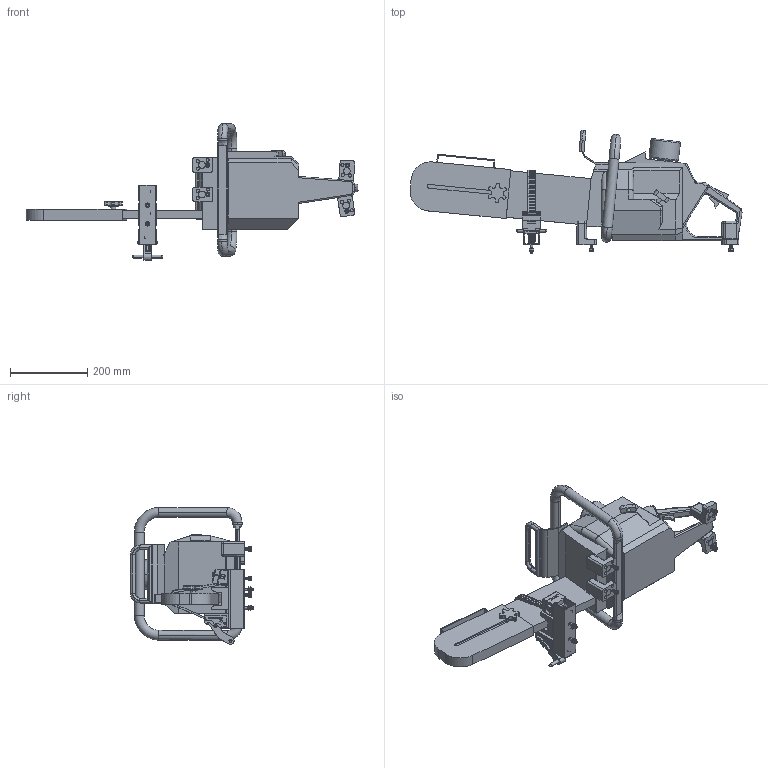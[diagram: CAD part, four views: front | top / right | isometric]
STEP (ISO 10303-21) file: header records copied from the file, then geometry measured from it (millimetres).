
FILE_DESCRIPTION (( 'STEP AP203' ), '1' );
FILE_NAME ('K5025.STEP', '2017-05-10T15:57:17', ( 'admin' ), ( 'Hewlett-Packard Company' ), 'SwSTEP 2.0', 'SolidWorks 2017', '' );
FILE_SCHEMA (( 'CONFIG_CONTROL_DESIGN' ));
Length unit declared in the file: inch
Products named in the file (16): 2069LN_MSHXNUT 0.250-20-S-N; 2004; 2035_1.875" APART; 2005; cutters edge saw_white; 2018_compressed; 2008 -1 IN USE(Cutters Edge); 2011; 1007P; 4055; K5025; 3017_HFBOLT 0.25-20x1.25x0.75-C; K5025-9201_In Use; 2020-6; 2038_HBOLT 0.2500-20x1x1-N; 2003
Assembly tree (35 placements, depth 3):
  K5025
    K5025-9201_In Use
      2020-6
      2003
      2004
      2005
      2018_compressed  x3
      2011  x3
      4055
      3017_HFBOLT 0.25-20x1.25x0.75-C  x4
    2035_1.875" APART
      2038_HBOLT 0.2500-20x1x1-N  x2
      2069LN_MSHXNUT 0.250-20-S-N  x2
    cutters edge saw_white
    2008 -1 IN USE(Cutters Edge)
    1007P  x4
    2069LN_MSHXNUT 0.250-20-S-N  x4
    3017_HFBOLT 0.25-20x1.25x0.75-C  x4
Bounding box: 857.16 x 318.61 x 353.19 mm (x, y, z)
Volume: 11813936 mm3; surface area: 786678.4 mm2
Topology: 41 solids, 41 shells, 3502 faces, 8866 edges, 5533 vertices
Faces by surface type: plane 1017, cylinder 1007, cone 940, bspline 342, torus 168, sphere 28
Entity records: 67321 total; most frequent: CARTESIAN_POINT 24462, ORIENTED_EDGE 8678, DIRECTION 8292, EDGE_CURVE 4339, AXIS2_PLACEMENT_3D 2959, VERTEX_POINT 2737, VECTOR 2374, LINE 2374
